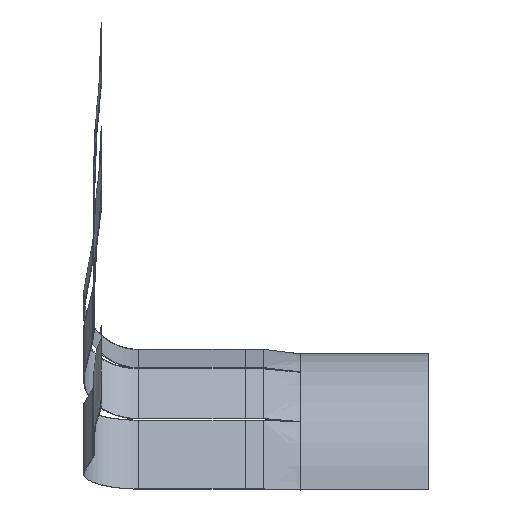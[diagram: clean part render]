
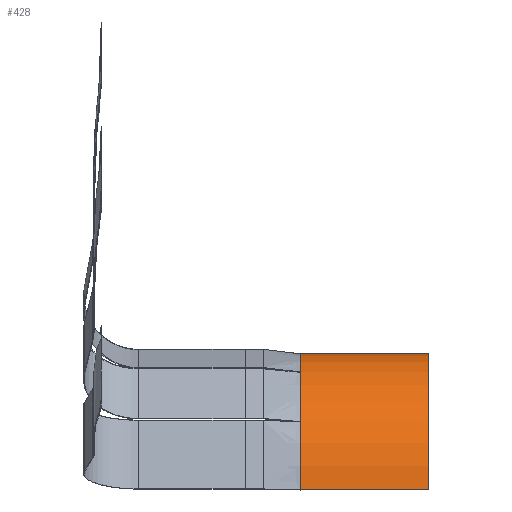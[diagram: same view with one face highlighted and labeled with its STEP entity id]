
A CAD part, left-side view. The second image highlights one B-rep face of the part: STEP entity #428.
In plain terms, the highlighted cylindrical face has radius 38.135 mm (diameter 76.27 mm), a partial arc.
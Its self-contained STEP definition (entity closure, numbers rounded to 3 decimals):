
#422=CYLINDRICAL_SURFACE('',#2953,38.135);
#428=ADVANCED_FACE('',(#692),#422,.T.);
#692=FACE_OUTER_BOUND('',#862,.T.);
#862=EDGE_LOOP('',(#1048,#1049,#1050,#1051));
#1029=CIRCLE('',#2946,38.135);
#1031=CIRCLE('',#2950,38.135);
#1048=ORIENTED_EDGE('',*,*,#2073,.T.);
#1049=ORIENTED_EDGE('',*,*,#2075,.T.);
#1050=ORIENTED_EDGE('',*,*,#2067,.F.);
#1051=ORIENTED_EDGE('',*,*,#2070,.F.);
#1816=VERTEX_POINT('',#3493);
#1819=VERTEX_POINT('',#3498);
#1821=VERTEX_POINT('',#3504);
#1823=VERTEX_POINT('',#3510);
#2067=EDGE_CURVE('',#1819,#1816,#1029,.T.);
#2070=EDGE_CURVE('',#1821,#1819,#2460,.T.);
#2073=EDGE_CURVE('',#1821,#1823,#1031,.T.);
#2075=EDGE_CURVE('',#1823,#1816,#2463,.T.);
#2460=LINE('',#3505,#2704);
#2463=LINE('',#3514,#2707);
#2704=VECTOR('',#3057,1.);
#2707=VECTOR('',#3068,1.);
#2946=AXIS2_PLACEMENT_3D('',#3499,#3051,#3052);
#2950=AXIS2_PLACEMENT_3D('',#3511,#3063,#3064);
#2953=AXIS2_PLACEMENT_3D('',#3516,#3071,#3072);
#3051=DIRECTION('',(0.,-1.,0.));
#3052=DIRECTION('',(0.,0.,1.));
#3057=DIRECTION('',(0.,-1.,0.));
#3063=DIRECTION('',(0.,-1.,0.));
#3064=DIRECTION('',(0.,0.,1.));
#3068=DIRECTION('',(0.,-1.,0.));
#3071=DIRECTION('',(0.,1.,0.));
#3072=DIRECTION('',(0.,0.,1.));
#3493=CARTESIAN_POINT('',(-38.122,135.,1.004));
#3498=CARTESIAN_POINT('',(38.122,135.,1.004));
#3499=CARTESIAN_POINT('',(0.,135.,0.01));
#3504=CARTESIAN_POINT('',(38.122,170.,1.004));
#3505=CARTESIAN_POINT('',(38.122,135.,1.004));
#3510=CARTESIAN_POINT('',(-38.122,170.,1.004));
#3511=CARTESIAN_POINT('',(0.,170.,0.01));
#3514=CARTESIAN_POINT('',(-38.122,135.,1.004));
#3516=CARTESIAN_POINT('',(0.,135.,0.01));
